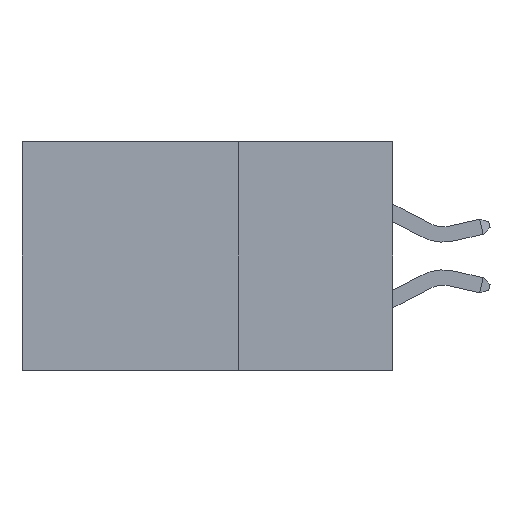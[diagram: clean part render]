
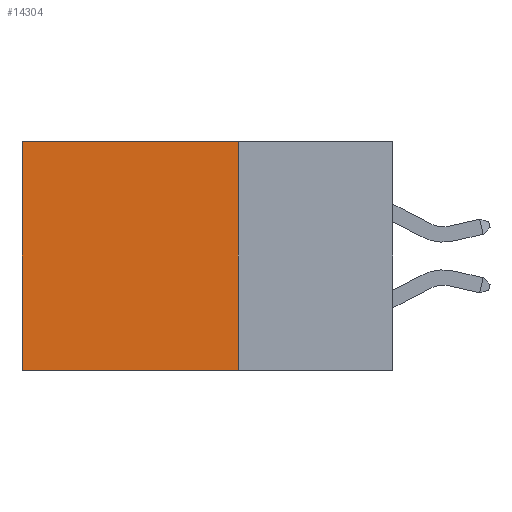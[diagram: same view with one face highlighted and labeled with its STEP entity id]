
A CAD part, left-side view. The second image highlights one B-rep face of the part: STEP entity #14304.
In plain terms, the highlighted planar face has unit normal (-1, 0, 0).
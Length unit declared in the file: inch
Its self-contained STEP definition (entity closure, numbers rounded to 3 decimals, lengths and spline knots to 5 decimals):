
#206 = VECTOR ( 'NONE', #18109, 39.37008 ) ;
#377 = VERTEX_POINT ( 'NONE', #1301 ) ;
#826 = EDGE_CURVE ( 'NONE', #13551, #377, #17702, .T. ) ;
#1301 = CARTESIAN_POINT ( 'NONE',  ( 0.2875, 0.6, 0. ) ) ;
#3194 = CARTESIAN_POINT ( 'NONE',  ( 0.2875, 0.25, 0. ) ) ;
#5501 = FACE_OUTER_BOUND ( 'NONE', #25066, .T. ) ;
#6520 = VERTEX_POINT ( 'NONE', #13016 ) ;
#7460 = VECTOR ( 'NONE', #8463, 39.37008 ) ;
#8463 = DIRECTION ( 'NONE',  ( 0., 0., -1. ) ) ;
#9188 = VECTOR ( 'NONE', #19328, 39.37008 ) ;
#11036 = CARTESIAN_POINT ( 'NONE',  ( 0.2875, 0.25, 0. ) ) ;
#12980 = ORIENTED_EDGE ( 'NONE', *, *, #37311, .F. ) ;
#13016 = CARTESIAN_POINT ( 'NONE',  ( 0.2875, 0.6, -0.37 ) ) ;
#13551 = VERTEX_POINT ( 'NONE', #34965 ) ;
#13895 = ORIENTED_EDGE ( 'NONE', *, *, #826, .T. ) ;
#14304 = ADVANCED_FACE ( 'NONE', ( #5501 ), #29338, .F. ) ;
#17057 = LINE ( 'NONE', #21201, #7460 ) ;
#17702 = LINE ( 'NONE', #21538, #21016 ) ;
#18109 = DIRECTION ( 'NONE',  ( 0., 1., 0. ) ) ;
#18349 = LINE ( 'NONE', #3194, #9188 ) ;
#19328 = DIRECTION ( 'NONE',  ( 0., 0., -1. ) ) ;
#21016 = VECTOR ( 'NONE', #33890, 39.37008 ) ;
#21201 = CARTESIAN_POINT ( 'NONE',  ( 0.2875, 0.6, 0. ) ) ;
#21538 = CARTESIAN_POINT ( 'NONE',  ( 0.2875, 0.25, 0. ) ) ;
#22170 = AXIS2_PLACEMENT_3D ( 'NONE', #11036, #29603, #32782 ) ;
#24314 = VERTEX_POINT ( 'NONE', #36586 ) ;
#25066 = EDGE_LOOP ( 'NONE', ( #28793, #12980, #37716, #13895 ) ) ;
#27031 = LINE ( 'NONE', #30053, #206 ) ;
#28793 = ORIENTED_EDGE ( 'NONE', *, *, #32924, .T. ) ;
#29338 = PLANE ( 'NONE',  #22170 ) ;
#29603 = DIRECTION ( 'NONE',  ( 1., 0., 0. ) ) ;
#29610 = EDGE_CURVE ( 'NONE', #13551, #24314, #18349, .T. ) ;
#30053 = CARTESIAN_POINT ( 'NONE',  ( 0.2875, 0.25, -0.37 ) ) ;
#32782 = DIRECTION ( 'NONE',  ( 0., 0., -1. ) ) ;
#32924 = EDGE_CURVE ( 'NONE', #377, #6520, #17057, .T. ) ;
#33890 = DIRECTION ( 'NONE',  ( 0., 1., 0. ) ) ;
#34965 = CARTESIAN_POINT ( 'NONE',  ( 0.2875, 0.25, 0. ) ) ;
#36586 = CARTESIAN_POINT ( 'NONE',  ( 0.2875, 0.25, -0.37 ) ) ;
#37311 = EDGE_CURVE ( 'NONE', #24314, #6520, #27031, .T. ) ;
#37716 = ORIENTED_EDGE ( 'NONE', *, *, #29610, .F. ) ;
